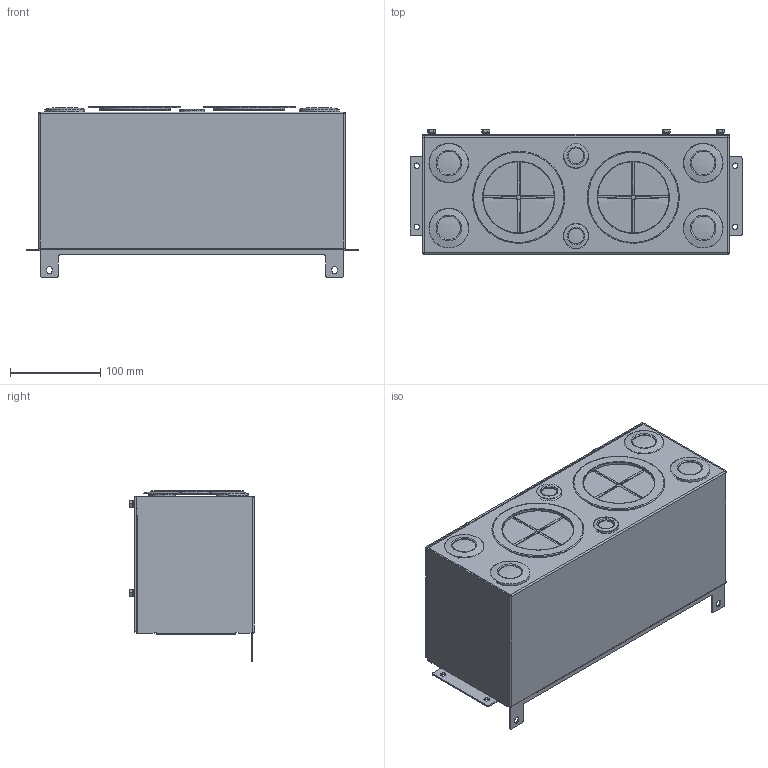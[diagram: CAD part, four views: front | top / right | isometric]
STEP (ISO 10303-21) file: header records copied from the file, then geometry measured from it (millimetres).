
FILE_DESCRIPTION (( 'STEP AP214' ), '1' );
FILE_NAME ('GS4-CBX-E.STEP', '2017-05-24T19:15:34', ( '' ), ( '' ), 'SwSTEP 2.0', 'SolidWorks 2015', '' );
FILE_SCHEMA (( 'AUTOMOTIVE_DESIGN' ));
Length unit declared in the file: millimetre
Products named in the file (1): GS4-CBX-E
Bounding box: 368 x 138 x 189.2 mm (x, y, z)
Surface area: 484578.2 mm2 (no closed solid volume)
Topology: 0 solids, 55 shells, 277 faces, 1161 edges, 903 vertices
Faces by surface type: plane 132, cylinder 69, bspline 60, cone 16
Entity records: 29516 total; most frequent: CARTESIAN_POINT 17969, ORIENTED_EDGE 1640, DIRECTION 1410, EDGE_CURVE 1153, VERTEX_POINT 903, VECTOR 516, LINE 516, AXIS2_PLACEMENT_3D 447
